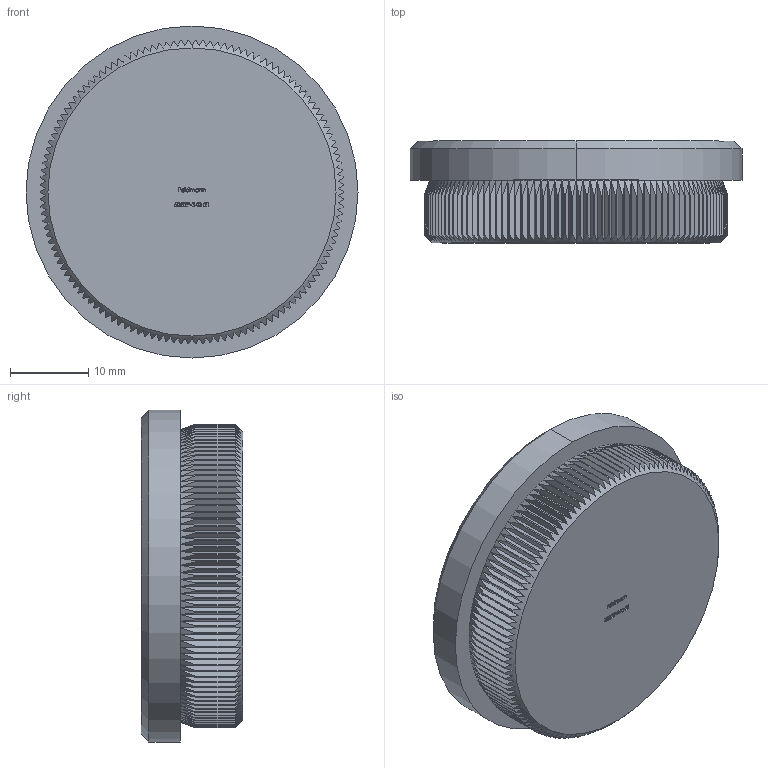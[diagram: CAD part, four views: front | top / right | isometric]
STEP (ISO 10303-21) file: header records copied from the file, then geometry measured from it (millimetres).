
FILE_DESCRIPTION (( 'STEP AP203' ), '1' );
FILE_NAME ('50323-240.step', '2018-10-25T11:54:50', ( '' ), ( '' ), 'SwSTEP 2.0', 'SolidWorks 2015', '' );
FILE_SCHEMA (( 'CONFIG_CONTROL_DESIGN' ));
Length unit declared in the file: millimetre
Products named in the file (1): 50323-240
Bounding box: 42.4 x 13 x 42.4 mm (x, y, z)
Volume: 16092.7 mm3; surface area: 5053.1 mm2
Topology: 1 solids, 1 shells, 782 faces, 1992 edges, 1240 vertices
Faces by surface type: plane 401, cone 134, cylinder 132, bspline 115
Entity records: 30233 total; most frequent: CARTESIAN_POINT 12874, ORIENTED_EDGE 3984, DIRECTION 2976, EDGE_CURVE 1992, VERTEX_POINT 1240, AXIS2_PLACEMENT_3D 1066, VECTOR 844, LINE 844
